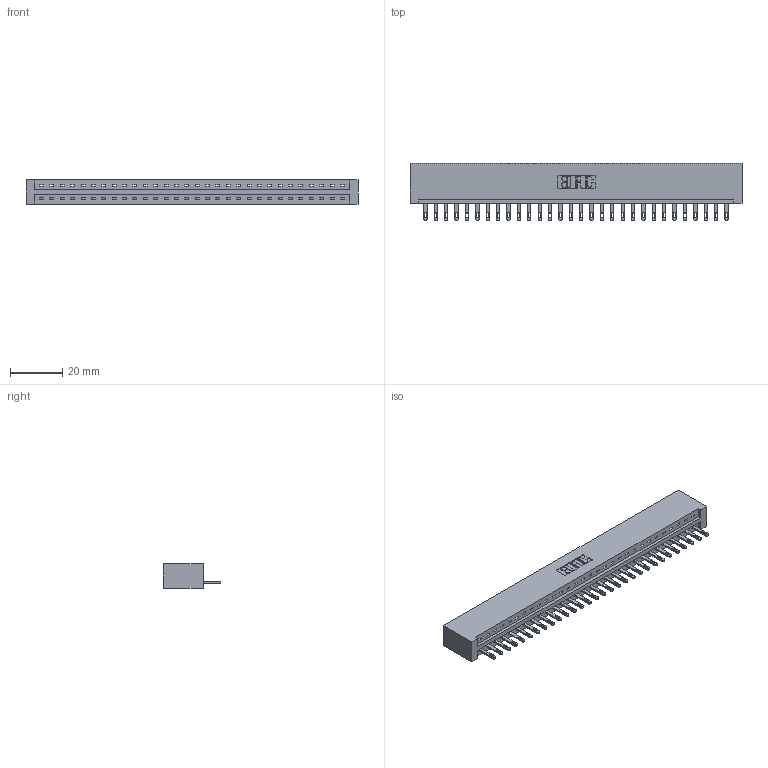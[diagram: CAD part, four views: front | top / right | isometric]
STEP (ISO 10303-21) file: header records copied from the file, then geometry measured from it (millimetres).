
FILE_DESCRIPTION (( 'STEP AP203' ), '1' );
FILE_NAME ('337-030-500-101.STEP', '2019-09-30T23:02:49', ( '' ), ( '' ), 'SwSTEP 2.0', 'SolidWorks 2016', '' );
FILE_SCHEMA (( 'CONFIG_CONTROL_DESIGN' ));
Length unit declared in the file: inch
Products named in the file (3): 337 Part_No Mounting Lugs; 345-292-001_345-293-100; 337-030-500-101
Assembly tree (31 placements, depth 2):
  337-030-500-101
    337 Part_No Mounting Lugs
    345-292-001_345-293-100  x30
Bounding box: 126.75 x 21.85 x 9.4 mm (x, y, z)
Volume: 13780.2 mm3; surface area: 14224.7 mm2
Topology: 31 solids, 31 shells, 1846 faces, 5687 edges, 3790 vertices
Faces by surface type: plane 1266, cylinder 580
Entity records: 23505 total; most frequent: CARTESIAN_POINT 4100, ORIENTED_EDGE 4066, DIRECTION 3469, EDGE_CURVE 2033, VECTOR 1909, LINE 1909, VERTEX_POINT 1354, AXIS2_PLACEMENT_3D 780
